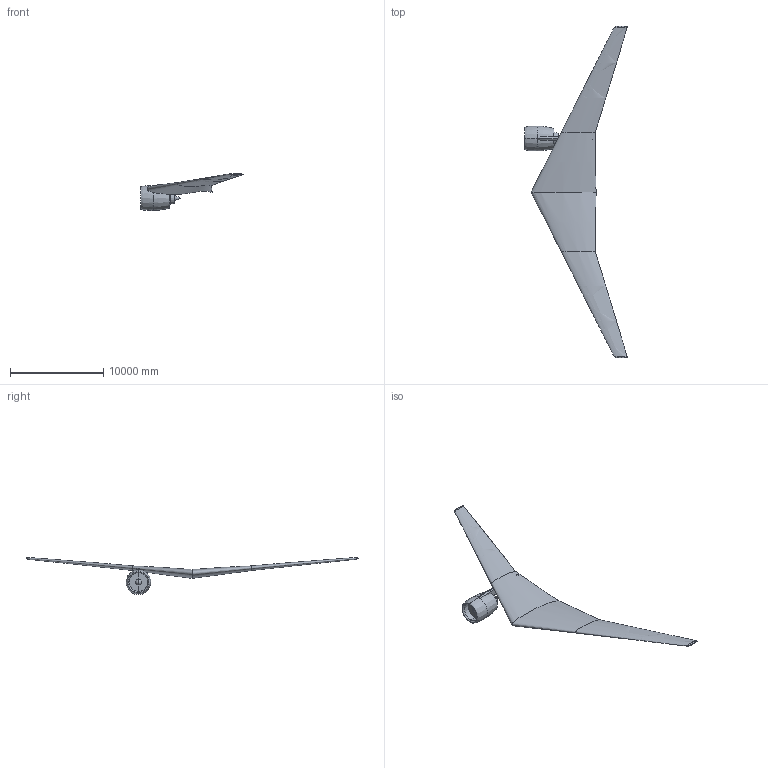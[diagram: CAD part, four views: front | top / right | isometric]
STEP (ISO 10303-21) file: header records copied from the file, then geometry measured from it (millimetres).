
FILE_DESCRIPTION(('Open CASCADE Model'),'2;1');
FILE_NAME('Open CASCADE Shape Model','2019-03-15T18:11:20',('Author'),( 'Open CASCADE'),'Open CASCADE STEP processor 7.3','Open CASCADE 7.3' ,'Unknown');
FILE_SCHEMA(('AUTOMOTIVE_DESIGN { 1 0 10303 214 1 1 1 1 }'));
Length unit declared in the file: millimetre
Products named in the file (4): Open CASCADE STEP translator 7.3 1; Open CASCADE STEP translator 7.3 1.1; Open CASCADE STEP translator 7.3 1.2; Open CASCADE STEP translator 7.3 1.3
Assembly tree (3 placements, depth 2):
  Open CASCADE STEP translator 7.3 1
    Open CASCADE STEP translator 7.3 1.1
    Open CASCADE STEP translator 7.3 1.2
    Open CASCADE STEP translator 7.3 1.3
Bounding box: 11060.58 x 35658.27 x 3983.9 mm (x, y, z)
Volume: 35254693771.7 mm3; surface area: 332175663.5 mm2
Topology: 3 solids, 3 shells, 94 faces, 200 edges, 108 vertices
Faces by surface type: bspline 92, plane 2
Entity records: 14657 total; most frequent: CARTESIAN_POINT 11487, ORIENTED_EDGE 392, PCURVE 392, DEFINITIONAL_REPRESENTATION 392, DIRECTION 303, LINE 291, VECTOR 291, B_SPLINE_CURVE_WITH_KNOTS 233
